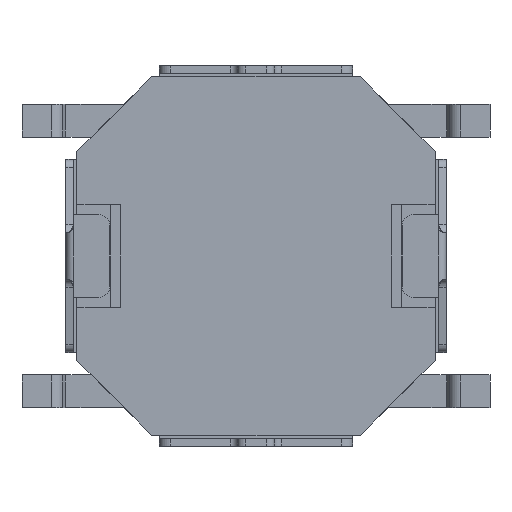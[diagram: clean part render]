
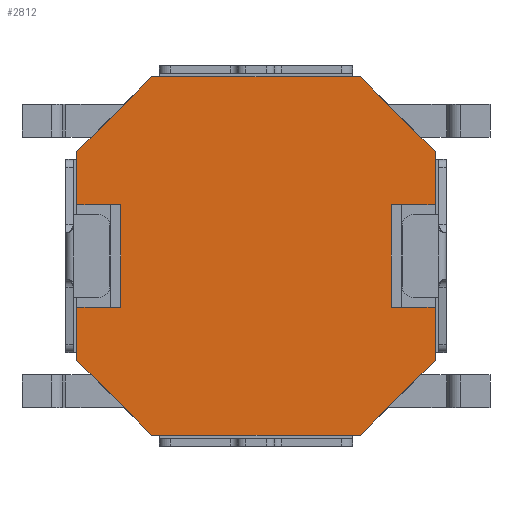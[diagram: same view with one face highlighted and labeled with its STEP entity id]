
A CAD part, front view. The second image highlights one B-rep face of the part: STEP entity #2812.
In plain terms, the highlighted planar face has unit normal (0, -1, 0).
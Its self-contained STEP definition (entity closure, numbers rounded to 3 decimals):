
#68 = VERTEX_POINT ( 'NONE', #114 ) ;
#80 = VERTEX_POINT ( 'NONE', #1895 ) ;
#103 = ORIENTED_EDGE ( 'NONE', *, *, #4473, .F. ) ;
#114 = CARTESIAN_POINT ( 'NONE',  ( -2.45, 0.1, 0.7 ) ) ;
#128 = ORIENTED_EDGE ( 'NONE', *, *, #6673, .F. ) ;
#184 = VECTOR ( 'NONE', #6156, 1000. ) ;
#328 = CARTESIAN_POINT ( 'NONE',  ( -2.45, 0.1, 1.425 ) ) ;
#349 = ORIENTED_EDGE ( 'NONE', *, *, #1033, .F. ) ;
#382 = VECTOR ( 'NONE', #901, 1000. ) ;
#452 = VECTOR ( 'NONE', #1675, 1000. ) ;
#464 = ORIENTED_EDGE ( 'NONE', *, *, #2326, .F. ) ;
#559 = LINE ( 'NONE', #3312, #184 ) ;
#567 = CARTESIAN_POINT ( 'NONE',  ( -2.45, 0.1, 0. ) ) ;
#745 = LINE ( 'NONE', #328, #382 ) ;
#789 = CARTESIAN_POINT ( 'NONE',  ( -1.85, 0.1, 0.7 ) ) ;
#809 = CARTESIAN_POINT ( 'NONE',  ( 1.85, 0.1, 0.7 ) ) ;
#901 = DIRECTION ( 'NONE',  ( 0.707, 0., 0.707 ) ) ;
#908 = VECTOR ( 'NONE', #1213, 1000. ) ;
#1029 = CARTESIAN_POINT ( 'NONE',  ( 0., 0.1, 0.7 ) ) ;
#1033 = EDGE_CURVE ( 'NONE', #2365, #3351, #4278, .T. ) ;
#1078 = CARTESIAN_POINT ( 'NONE',  ( 0., 0.1, -0.7 ) ) ;
#1213 = DIRECTION ( 'NONE',  ( 1., 0., 0. ) ) ;
#1220 = VERTEX_POINT ( 'NONE', #5122 ) ;
#1258 = VERTEX_POINT ( 'NONE', #6510 ) ;
#1349 = ORIENTED_EDGE ( 'NONE', *, *, #7418, .T. ) ;
#1361 = LINE ( 'NONE', #2544, #7401 ) ;
#1586 = CARTESIAN_POINT ( 'NONE',  ( 1.425, 0.1, -2.45 ) ) ;
#1657 = DIRECTION ( 'NONE',  ( 1., 0., 0. ) ) ;
#1675 = DIRECTION ( 'NONE',  ( 0., 0., -1. ) ) ;
#1767 = DIRECTION ( 'NONE',  ( 0., 1., 0. ) ) ;
#1895 = CARTESIAN_POINT ( 'NONE',  ( 2.45, 0.1, 0.7 ) ) ;
#2067 = CARTESIAN_POINT ( 'NONE',  ( 1.85, 0.1, -0.7 ) ) ;
#2124 = LINE ( 'NONE', #6315, #452 ) ;
#2169 = DIRECTION ( 'NONE',  ( -1., 0., 0. ) ) ;
#2241 = LINE ( 'NONE', #3237, #2333 ) ;
#2301 = DIRECTION ( 'NONE',  ( 0.707, 0., -0.707 ) ) ;
#2326 = EDGE_CURVE ( 'NONE', #1258, #6783, #2527, .T. ) ;
#2332 = LINE ( 'NONE', #1029, #4424 ) ;
#2333 = VECTOR ( 'NONE', #5489, 1000. ) ;
#2365 = VERTEX_POINT ( 'NONE', #5172 ) ;
#2442 = CARTESIAN_POINT ( 'NONE',  ( 2.45, 0.1, 1.425 ) ) ;
#2467 = ORIENTED_EDGE ( 'NONE', *, *, #5611, .T. ) ;
#2527 = LINE ( 'NONE', #5074, #7098 ) ;
#2544 = CARTESIAN_POINT ( 'NONE',  ( 1.85, 0.1, 0. ) ) ;
#2596 = VECTOR ( 'NONE', #3840, 1000. ) ;
#2684 = EDGE_CURVE ( 'NONE', #4404, #80, #7368, .T. ) ;
#2735 = CARTESIAN_POINT ( 'NONE',  ( 2.45, 0.1, 1.425 ) ) ;
#2812 = ADVANCED_FACE ( 'NONE', ( #5154 ), #5816, .F. ) ;
#2843 = VECTOR ( 'NONE', #6942, 1000. ) ;
#2882 = VECTOR ( 'NONE', #2169, 1000. ) ;
#2893 = CARTESIAN_POINT ( 'NONE',  ( -1.425, 0.1, -2.45 ) ) ;
#2924 = DIRECTION ( 'NONE',  ( 0., 0., 1. ) ) ;
#2981 = VERTEX_POINT ( 'NONE', #789 ) ;
#2992 = ORIENTED_EDGE ( 'NONE', *, *, #3049, .F. ) ;
#3049 = EDGE_CURVE ( 'NONE', #6783, #3448, #5995, .T. ) ;
#3159 = DIRECTION ( 'NONE',  ( 0., 0., 1. ) ) ;
#3237 = CARTESIAN_POINT ( 'NONE',  ( 0., 0.1, -0.7 ) ) ;
#3259 = EDGE_CURVE ( 'NONE', #3351, #7345, #6807, .T. ) ;
#3309 = CARTESIAN_POINT ( 'NONE',  ( 0., 0.1, 0.7 ) ) ;
#3312 = CARTESIAN_POINT ( 'NONE',  ( -2.45, 0.1, 0. ) ) ;
#3336 = DIRECTION ( 'NONE',  ( 1., 0., 0. ) ) ;
#3351 = VERTEX_POINT ( 'NONE', #3563 ) ;
#3388 = EDGE_CURVE ( 'NONE', #68, #2981, #2332, .T. ) ;
#3448 = VERTEX_POINT ( 'NONE', #2893 ) ;
#3449 = CARTESIAN_POINT ( 'NONE',  ( 2.45, 0.1, -0.7 ) ) ;
#3467 = LINE ( 'NONE', #567, #7125 ) ;
#3481 = ORIENTED_EDGE ( 'NONE', *, *, #5618, .F. ) ;
#3494 = DIRECTION ( 'NONE',  ( -0.707, 0., 0.707 ) ) ;
#3545 = CARTESIAN_POINT ( 'NONE',  ( 0., 0.1, 0. ) ) ;
#3563 = CARTESIAN_POINT ( 'NONE',  ( 1.425, 0.1, 2.45 ) ) ;
#3840 = DIRECTION ( 'NONE',  ( 0., 0., -1. ) ) ;
#3842 = ORIENTED_EDGE ( 'NONE', *, *, #4036, .F. ) ;
#3924 = DIRECTION ( 'NONE',  ( -0.707, 0., -0.707 ) ) ;
#4036 = EDGE_CURVE ( 'NONE', #68, #6947, #559, .T. ) ;
#4077 = EDGE_CURVE ( 'NONE', #6947, #2365, #745, .T. ) ;
#4100 = DIRECTION ( 'NONE',  ( 0., 0., 1. ) ) ;
#4112 = LINE ( 'NONE', #1078, #2843 ) ;
#4251 = CARTESIAN_POINT ( 'NONE',  ( -1.85, 0.1, -0.7 ) ) ;
#4267 = CARTESIAN_POINT ( 'NONE',  ( -2.45, 0.1, -1.425 ) ) ;
#4271 = CARTESIAN_POINT ( 'NONE',  ( -1.85, 0.1, 0. ) ) ;
#4278 = LINE ( 'NONE', #5815, #908 ) ;
#4328 = VERTEX_POINT ( 'NONE', #4251 ) ;
#4383 = ORIENTED_EDGE ( 'NONE', *, *, #2684, .T. ) ;
#4404 = VERTEX_POINT ( 'NONE', #809 ) ;
#4424 = VECTOR ( 'NONE', #1657, 1000. ) ;
#4473 = EDGE_CURVE ( 'NONE', #7345, #80, #5719, .T. ) ;
#4590 = AXIS2_PLACEMENT_3D ( 'NONE', #3545, #1767, #2924 ) ;
#4606 = ORIENTED_EDGE ( 'NONE', *, *, #7074, .T. ) ;
#4638 = CARTESIAN_POINT ( 'NONE',  ( 1.425, 0.1, 2.45 ) ) ;
#4750 = VERTEX_POINT ( 'NONE', #4267 ) ;
#4963 = ORIENTED_EDGE ( 'NONE', *, *, #4077, .F. ) ;
#5019 = ORIENTED_EDGE ( 'NONE', *, *, #7317, .F. ) ;
#5074 = CARTESIAN_POINT ( 'NONE',  ( 2.45, 0.1, -1.425 ) ) ;
#5122 = CARTESIAN_POINT ( 'NONE',  ( -2.45, 0.1, -0.7 ) ) ;
#5134 = ORIENTED_EDGE ( 'NONE', *, *, #5458, .F. ) ;
#5154 = FACE_OUTER_BOUND ( 'NONE', #6016, .T. ) ;
#5172 = CARTESIAN_POINT ( 'NONE',  ( -1.425, 0.1, 2.45 ) ) ;
#5340 = CARTESIAN_POINT ( 'NONE',  ( 1.425, 0.1, -2.45 ) ) ;
#5407 = ORIENTED_EDGE ( 'NONE', *, *, #3388, .T. ) ;
#5458 = EDGE_CURVE ( 'NONE', #3448, #4750, #6722, .T. ) ;
#5489 = DIRECTION ( 'NONE',  ( -1., 0., 0. ) ) ;
#5490 = DIRECTION ( 'NONE',  ( 0., 0., 1. ) ) ;
#5611 = EDGE_CURVE ( 'NONE', #4328, #1220, #2241, .T. ) ;
#5618 = EDGE_CURVE ( 'NONE', #4328, #2981, #6809, .T. ) ;
#5628 = VECTOR ( 'NONE', #3494, 1000. ) ;
#5719 = LINE ( 'NONE', #2735, #2596 ) ;
#5810 = VECTOR ( 'NONE', #2301, 1000. ) ;
#5815 = CARTESIAN_POINT ( 'NONE',  ( -1.425, 0.1, 2.45 ) ) ;
#5816 = PLANE ( 'NONE',  #4590 ) ;
#5995 = LINE ( 'NONE', #1586, #2882 ) ;
#6016 = EDGE_LOOP ( 'NONE', ( #3842, #5407, #3481, #2467, #5019, #5134, #2992, #464, #128, #4606, #1349, #4383, #103, #7411, #349, #4963 ) ) ;
#6034 = CARTESIAN_POINT ( 'NONE',  ( -2.45, 0.1, 1.425 ) ) ;
#6156 = DIRECTION ( 'NONE',  ( 0., 0., 1. ) ) ;
#6209 = CARTESIAN_POINT ( 'NONE',  ( -1.425, 0.1, -2.45 ) ) ;
#6266 = VECTOR ( 'NONE', #3336, 1000. ) ;
#6315 = CARTESIAN_POINT ( 'NONE',  ( 2.45, 0.1, 1.425 ) ) ;
#6324 = VERTEX_POINT ( 'NONE', #2067 ) ;
#6510 = CARTESIAN_POINT ( 'NONE',  ( 2.45, 0.1, -1.425 ) ) ;
#6621 = VECTOR ( 'NONE', #3159, 1000. ) ;
#6673 = EDGE_CURVE ( 'NONE', #6749, #1258, #2124, .T. ) ;
#6722 = LINE ( 'NONE', #6209, #5628 ) ;
#6749 = VERTEX_POINT ( 'NONE', #3449 ) ;
#6783 = VERTEX_POINT ( 'NONE', #5340 ) ;
#6807 = LINE ( 'NONE', #4638, #5810 ) ;
#6809 = LINE ( 'NONE', #4271, #6621 ) ;
#6942 = DIRECTION ( 'NONE',  ( -1., 0., 0. ) ) ;
#6947 = VERTEX_POINT ( 'NONE', #6034 ) ;
#7074 = EDGE_CURVE ( 'NONE', #6749, #6324, #4112, .T. ) ;
#7098 = VECTOR ( 'NONE', #3924, 1000. ) ;
#7125 = VECTOR ( 'NONE', #4100, 1000. ) ;
#7317 = EDGE_CURVE ( 'NONE', #4750, #1220, #3467, .T. ) ;
#7345 = VERTEX_POINT ( 'NONE', #2442 ) ;
#7368 = LINE ( 'NONE', #3309, #6266 ) ;
#7401 = VECTOR ( 'NONE', #5490, 1000. ) ;
#7411 = ORIENTED_EDGE ( 'NONE', *, *, #3259, .F. ) ;
#7418 = EDGE_CURVE ( 'NONE', #6324, #4404, #1361, .T. ) ;
